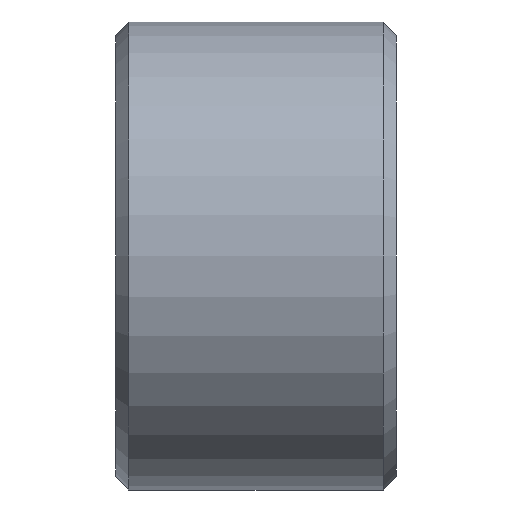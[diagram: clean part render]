
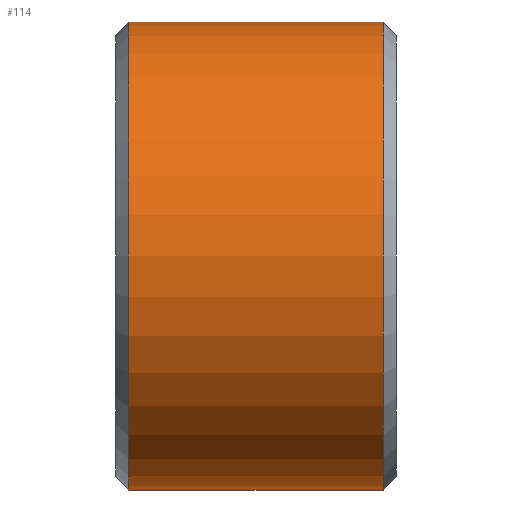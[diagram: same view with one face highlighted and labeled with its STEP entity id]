
A CAD part, front view. The second image highlights one B-rep face of the part: STEP entity #114.
In plain terms, the highlighted cylindrical face has radius 5 mm (diameter 10 mm), a full revolution.
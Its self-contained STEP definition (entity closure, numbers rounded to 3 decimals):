
#19=CYLINDRICAL_SURFACE('',#147,5.);
#22=FACE_OUTER_BOUND('',#30,.T.);
#30=EDGE_LOOP('',(#85,#86,#87,#88));
#40=LINE('',#210,#46);
#46=VECTOR('',#173,5.);
#51=CIRCLE('',#145,5.);
#53=CIRCLE('',#148,5.);
#59=VERTEX_POINT('',#202);
#61=VERTEX_POINT('',#208);
#67=EDGE_CURVE('',#59,#59,#51,.T.);
#70=EDGE_CURVE('',#61,#61,#53,.T.);
#71=EDGE_CURVE('',#61,#59,#40,.T.);
#85=ORIENTED_EDGE('',*,*,#70,.F.);
#86=ORIENTED_EDGE('',*,*,#71,.T.);
#87=ORIENTED_EDGE('',*,*,#67,.T.);
#88=ORIENTED_EDGE('',*,*,#71,.F.);
#114=ADVANCED_FACE('',(#22),#19,.T.);
#145=AXIS2_PLACEMENT_3D('',#203,#164,#165);
#147=AXIS2_PLACEMENT_3D('',#207,#169,#170);
#148=AXIS2_PLACEMENT_3D('',#209,#171,#172);
#164=DIRECTION('center_axis',(1.,0.,0.));
#165=DIRECTION('ref_axis',(0.,0.,-1.));
#169=DIRECTION('center_axis',(1.,0.,0.));
#170=DIRECTION('ref_axis',(0.,1.,0.));
#171=DIRECTION('center_axis',(1.,0.,0.));
#172=DIRECTION('ref_axis',(0.,0.,-1.));
#173=DIRECTION('',(-1.,0.,0.));
#202=CARTESIAN_POINT('',(-2.717,-5.,0.));
#203=CARTESIAN_POINT('Origin',(-2.717,0.,0.));
#207=CARTESIAN_POINT('Origin',(0.,0.,0.));
#208=CARTESIAN_POINT('',(2.717,-5.,0.));
#209=CARTESIAN_POINT('Origin',(2.717,0.,0.));
#210=CARTESIAN_POINT('',(0.,-5.,0.));
